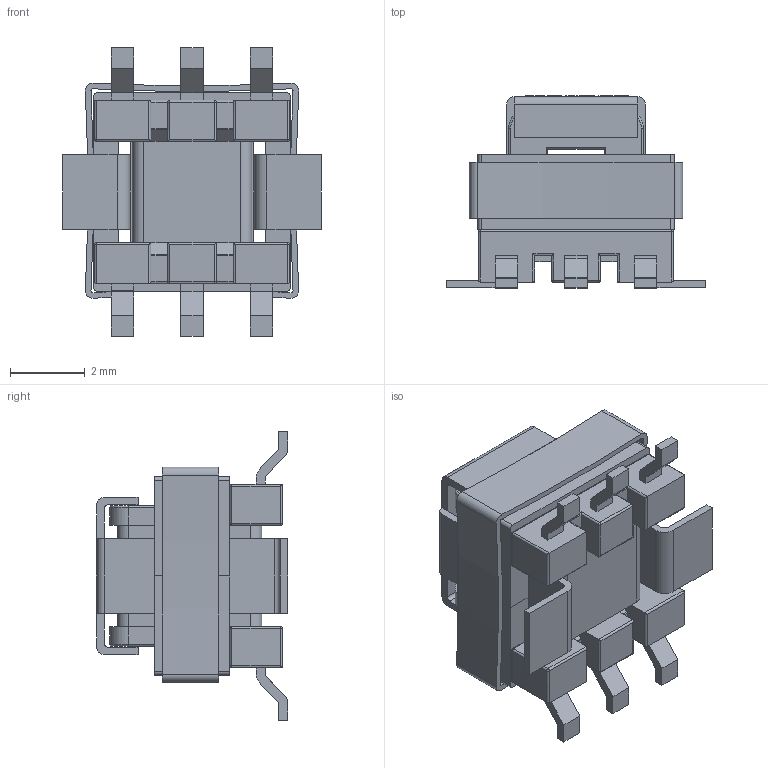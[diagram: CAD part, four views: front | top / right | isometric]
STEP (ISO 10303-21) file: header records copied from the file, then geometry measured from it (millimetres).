
FILE_DESCRIPTION(/* description */ (''),/* implementation_level */ '2;1');
FILE_NAME(/* name */ '05820012-1.stp',/* time_stamp */ '2024-04-08T09:35:50+02:00',/* author */ ('mt'),/* organization */ ('WÃ¼rth Elektronik eiSos GmbH & Co. KG'),/* preprocessor_version */ 'ST-DEVELOPER v20',/* originating_system */ 'Autodesk Inventor 2024',/* authorisation */ '');
FILE_SCHEMA (('CONFIG_CONTROL_DESIGN'));
Length unit declared in the file: millimetre
Products named in the file (5): EE5 Current Sense 1479; bobbin; E5_core; 52120262; clip
Assembly tree (5 placements, depth 2):
  EE5 Current Sense 1479
    bobbin
    E5_core  x2
    52120262
    clip
Bounding box: 6.9 x 5.12 x 7.7 mm (x, y, z)
Volume: 98.2 mm3; surface area: 464.6 mm2
Topology: 15 solids, 15 shells, 433 faces, 1113 edges, 698 vertices
Faces by surface type: plane 260, cylinder 113, bspline 40, sphere 16, torus 4
Entity records: 13136 total; most frequent: CARTESIAN_POINT 2672, ORIENTED_EDGE 2110, DIRECTION 1951, EDGE_CURVE 1055, LINE 773, VECTOR 773, VERTEX_POINT 670, AXIS2_PLACEMENT_3D 589
